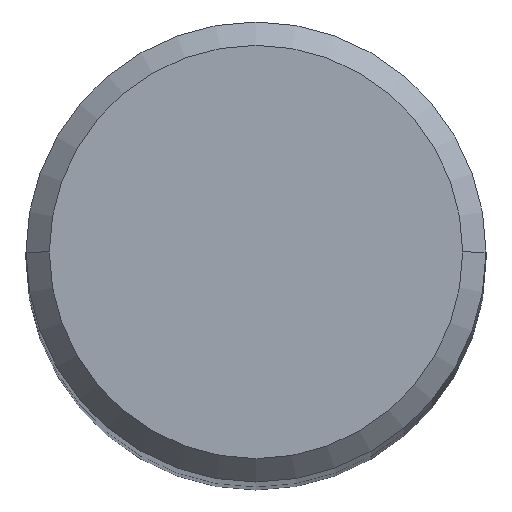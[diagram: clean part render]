
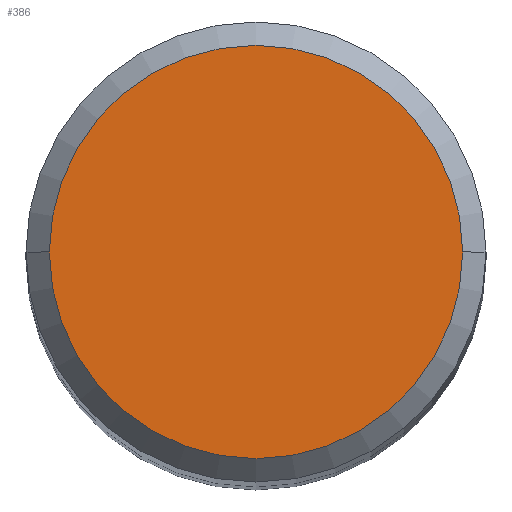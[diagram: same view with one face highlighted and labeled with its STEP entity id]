
A CAD part, top view. The second image highlights one B-rep face of the part: STEP entity #386.
In plain terms, the highlighted planar face has unit normal (0, 0, 1).
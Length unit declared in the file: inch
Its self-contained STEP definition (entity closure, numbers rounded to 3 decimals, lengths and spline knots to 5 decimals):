
#12 = CARTESIAN_POINT ( 'NONE',  ( 0.17685, 0., 0. ) ) ;
#34 = CARTESIAN_POINT ( 'NONE',  ( 0., 0.17685, 0. ) ) ;
#44 = EDGE_CURVE ( 'NONE', #251, #191, #213, .T. ) ;
#84 = EDGE_CURVE ( 'NONE', #191, #251, #104, .T. ) ;
#88 = AXIS2_PLACEMENT_3D ( 'NONE', #266, #338, #336 ) ;
#91 = ORIENTED_EDGE ( 'NONE', *, *, #84, .T. ) ;
#104 = CIRCLE ( 'NONE', #394, 0.17685 ) ;
#107 = PLANE ( 'NONE',  #155 ) ;
#136 = FACE_OUTER_BOUND ( 'NONE', #399, .T. ) ;
#150 = ORIENTED_EDGE ( 'NONE', *, *, #44, .T. ) ;
#155 = AXIS2_PLACEMENT_3D ( 'NONE', #34, #285, #407 ) ;
#174 = CARTESIAN_POINT ( 'NONE',  ( 0., 0., 0. ) ) ;
#191 = VERTEX_POINT ( 'NONE', #12 ) ;
#213 = CIRCLE ( 'NONE', #88, 0.17685 ) ;
#226 = CARTESIAN_POINT ( 'NONE',  ( -0.17685, 0., 0. ) ) ;
#251 = VERTEX_POINT ( 'NONE', #226 ) ;
#266 = CARTESIAN_POINT ( 'NONE',  ( 0., 0., 0. ) ) ;
#275 = DIRECTION ( 'NONE',  ( 1., 0., 0. ) ) ;
#285 = DIRECTION ( 'NONE',  ( 0., 0., -1. ) ) ;
#336 = DIRECTION ( 'NONE',  ( 1., 0., 0. ) ) ;
#338 = DIRECTION ( 'NONE',  ( 0., 0., 1. ) ) ;
#370 = DIRECTION ( 'NONE',  ( 0., 0., 1. ) ) ;
#386 = ADVANCED_FACE ( 'NONE', ( #136 ), #107, .F. ) ;
#394 = AXIS2_PLACEMENT_3D ( 'NONE', #174, #370, #275 ) ;
#399 = EDGE_LOOP ( 'NONE', ( #150, #91 ) ) ;
#407 = DIRECTION ( 'NONE',  ( -1., 0., 0. ) ) ;
